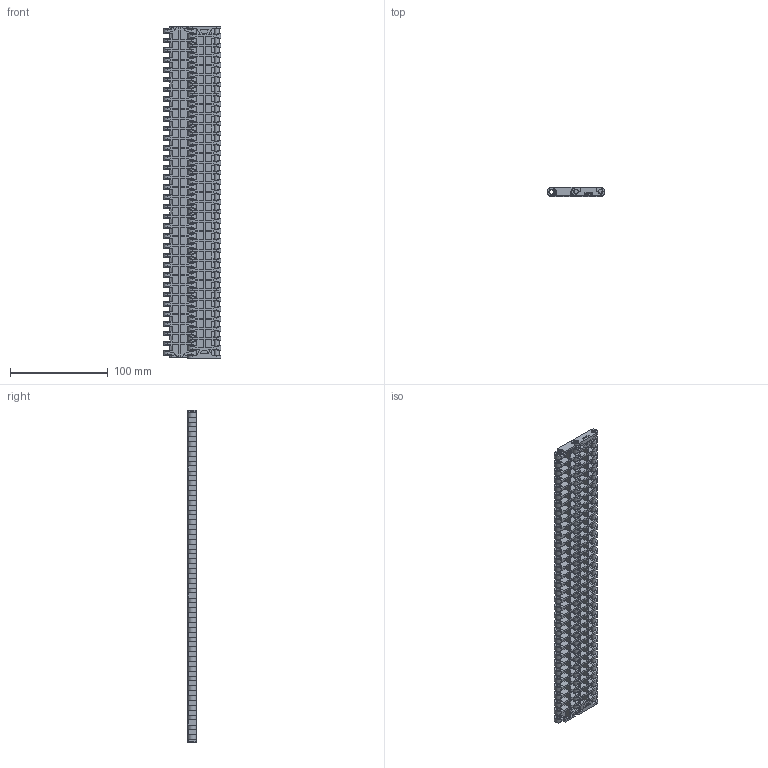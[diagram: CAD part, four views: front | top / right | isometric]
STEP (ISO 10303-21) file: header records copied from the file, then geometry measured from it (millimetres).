
FILE_DESCRIPTION (( 'STEP AP214' ), '1' );
FILE_NAME ('Rexnord-FT 1000-FT 1000 XLG_K340.STEP', '2021-07-21T18:28:38', ( '' ), ( '' ), 'SwSTEP 2.0', 'SolidWorks 2021', '' );
FILE_SCHEMA (( 'AUTOMOTIVE_DESIGN' ));
Length unit declared in the file: millimetre
Products named in the file (5): Rexnord-FT 1000-FT 1000 XLG_K340_clip_2_XLG; Rexnord-FT 1000-FT 1000 XLG_K340_1ROW_STDXLG10; Rexnord-FT 1000-FT 1000 XLG_K340_pin_WPP; Rexnord-FT 1000-FT 1000 XLG_K340_2ROW_STDXLG10; Rexnord-FT 1000-FT 1000 XLG_K340
Assembly tree (6 placements, depth 2):
  Rexnord-FT 1000-FT 1000 XLG_K340
    Rexnord-FT 1000-FT 1000 XLG_K340_1ROW_STDXLG10
    Rexnord-FT 1000-FT 1000 XLG_K340_2ROW_STDXLG10
    Rexnord-FT 1000-FT 1000 XLG_K340_clip_2_XLG  x2
    Rexnord-FT 1000-FT 1000 XLG_K340_pin_WPP  x2
Bounding box: 59.2 x 8.7 x 339.9 mm (x, y, z)
Volume: 81907.6 mm3; surface area: 92618.2 mm2
Topology: 6 solids, 6 shells, 3004 faces, 9638 edges, 6366 vertices
Faces by surface type: plane 2058, cylinder 856, bspline 84, cone 6
Entity records: 103520 total; most frequent: CARTESIAN_POINT 20255, ORIENTED_EDGE 18506, DIRECTION 17151, EDGE_CURVE 9253, VECTOR 6263, LINE 6263, VERTEX_POINT 6138, AXIS2_PLACEMENT_3D 5444
